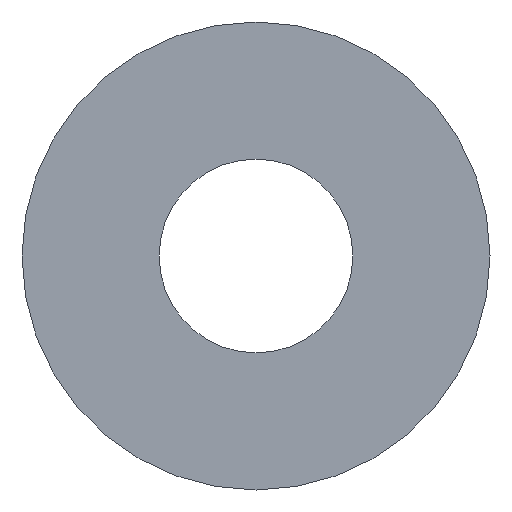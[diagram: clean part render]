
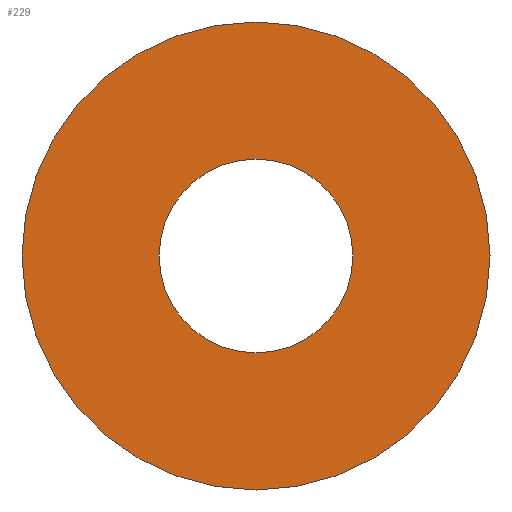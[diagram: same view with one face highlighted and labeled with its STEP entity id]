
A CAD part, front view. The second image highlights one B-rep face of the part: STEP entity #229.
In plain terms, the highlighted planar face has unit normal (0, -1, 0).
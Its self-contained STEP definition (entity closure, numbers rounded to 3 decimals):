
#25 = ORIENTED_EDGE ( 'NONE', *, *, #65, .F. ) ;
#27 = CARTESIAN_POINT ( 'NONE',  ( 0., 0., 0. ) ) ;
#28 = AXIS2_PLACEMENT_3D ( 'NONE', #142, #243, #126 ) ;
#31 = DIRECTION ( 'NONE',  ( 0., 1., 0. ) ) ;
#33 = DIRECTION ( 'NONE',  ( 0., 0., 1. ) ) ;
#39 = CIRCLE ( 'NONE', #60, 51.2 ) ;
#52 = CARTESIAN_POINT ( 'NONE',  ( 0., 0., 0. ) ) ;
#54 = CARTESIAN_POINT ( 'NONE',  ( 0., 0., 0. ) ) ;
#58 = CARTESIAN_POINT ( 'NONE',  ( 0., 0., -21.2 ) ) ;
#59 = AXIS2_PLACEMENT_3D ( 'NONE', #97, #31, #99 ) ;
#60 = AXIS2_PLACEMENT_3D ( 'NONE', #27, #130, #206 ) ;
#65 = EDGE_CURVE ( 'NONE', #221, #112, #123, .T. ) ;
#73 = PLANE ( 'NONE',  #90 ) ;
#86 = ORIENTED_EDGE ( 'NONE', *, *, #98, .F. ) ;
#90 = AXIS2_PLACEMENT_3D ( 'NONE', #52, #146, #33 ) ;
#93 = ORIENTED_EDGE ( 'NONE', *, *, #169, .T. ) ;
#97 = CARTESIAN_POINT ( 'NONE',  ( 0., 0., 0. ) ) ;
#98 = EDGE_CURVE ( 'NONE', #112, #221, #39, .T. ) ;
#99 = DIRECTION ( 'NONE',  ( 0., 0., 1. ) ) ;
#112 = VERTEX_POINT ( 'NONE', #193 ) ;
#123 = CIRCLE ( 'NONE', #28, 51.2 ) ;
#125 = EDGE_LOOP ( 'NONE', ( #86, #25 ) ) ;
#126 = DIRECTION ( 'NONE',  ( 0., 0., 1. ) ) ;
#130 = DIRECTION ( 'NONE',  ( 0., 1., 0. ) ) ;
#141 = EDGE_LOOP ( 'NONE', ( #213, #93 ) ) ;
#142 = CARTESIAN_POINT ( 'NONE',  ( 0., 0., 0. ) ) ;
#146 = DIRECTION ( 'NONE',  ( 0., 1., 0. ) ) ;
#148 = FACE_OUTER_BOUND ( 'NONE', #125, .T. ) ;
#151 = FACE_BOUND ( 'NONE', #141, .T. ) ;
#163 = VERTEX_POINT ( 'NONE', #58 ) ;
#164 = CIRCLE ( 'NONE', #59, 21.2 ) ;
#169 = EDGE_CURVE ( 'NONE', #238, #163, #164, .T. ) ;
#185 = AXIS2_PLACEMENT_3D ( 'NONE', #54, #245, #208 ) ;
#193 = CARTESIAN_POINT ( 'NONE',  ( 0., 0., -51.2 ) ) ;
#206 = DIRECTION ( 'NONE',  ( 0., 0., 1. ) ) ;
#207 = CARTESIAN_POINT ( 'NONE',  ( 0., 0., 51.2 ) ) ;
#208 = DIRECTION ( 'NONE',  ( 0., 0., 1. ) ) ;
#213 = ORIENTED_EDGE ( 'NONE', *, *, #239, .T. ) ;
#219 = CIRCLE ( 'NONE', #185, 21.2 ) ;
#221 = VERTEX_POINT ( 'NONE', #207 ) ;
#229 = ADVANCED_FACE ( 'NONE', ( #148, #151 ), #73, .F. ) ;
#238 = VERTEX_POINT ( 'NONE', #247 ) ;
#239 = EDGE_CURVE ( 'NONE', #163, #238, #219, .T. ) ;
#243 = DIRECTION ( 'NONE',  ( 0., 1., 0. ) ) ;
#245 = DIRECTION ( 'NONE',  ( 0., 1., 0. ) ) ;
#247 = CARTESIAN_POINT ( 'NONE',  ( 0., 0., 21.2 ) ) ;
